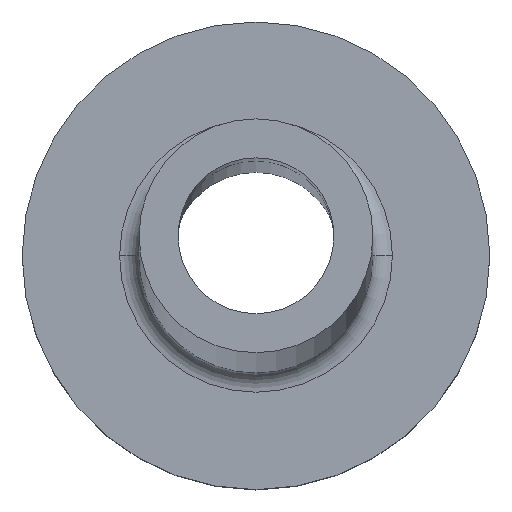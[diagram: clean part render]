
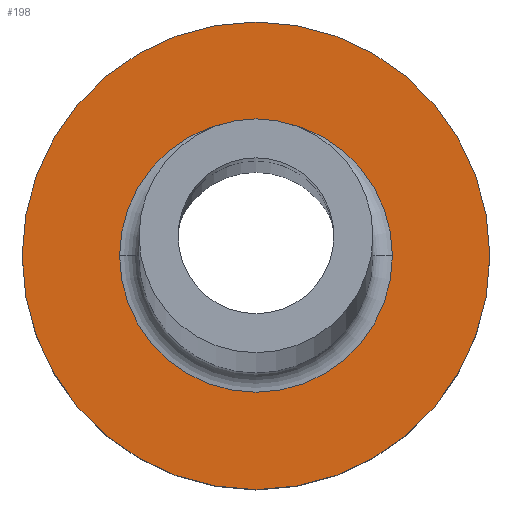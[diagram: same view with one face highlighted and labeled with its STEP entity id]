
A CAD part, top view. The second image highlights one B-rep face of the part: STEP entity #198.
In plain terms, the highlighted planar face has unit normal (0, 0, 1).
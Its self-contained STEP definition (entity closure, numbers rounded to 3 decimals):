
#12 = CARTESIAN_POINT ( 'NONE',  ( 3.5, 0., 5. ) ) ;
#38 = CIRCLE ( 'NONE', #303, 6. ) ;
#45 = CARTESIAN_POINT ( 'NONE',  ( -3.5, 0., 5. ) ) ;
#58 = ORIENTED_EDGE ( 'NONE', *, *, #169, .T. ) ;
#74 = EDGE_CURVE ( 'NONE', #453, #424, #325, .T. ) ;
#78 = DIRECTION ( 'NONE',  ( 0., 0., 1. ) ) ;
#87 = ORIENTED_EDGE ( 'NONE', *, *, #74, .T. ) ;
#90 = FACE_BOUND ( 'NONE', #125, .T. ) ;
#125 = EDGE_LOOP ( 'NONE', ( #87, #426 ) ) ;
#140 = CARTESIAN_POINT ( 'NONE',  ( 0., 0., 5. ) ) ;
#157 = AXIS2_PLACEMENT_3D ( 'NONE', #357, #204, #211 ) ;
#158 = FACE_OUTER_BOUND ( 'NONE', #236, .T. ) ;
#169 = EDGE_CURVE ( 'NONE', #369, #451, #38, .T. ) ;
#193 = CARTESIAN_POINT ( 'NONE',  ( 0., 0., 5. ) ) ;
#198 = ADVANCED_FACE ( 'NONE', ( #90, #158 ), #379, .T. ) ;
#204 = DIRECTION ( 'NONE',  ( 0., 0., -1. ) ) ;
#211 = DIRECTION ( 'NONE',  ( 1., 0., 0. ) ) ;
#231 = CARTESIAN_POINT ( 'NONE',  ( 6., 0., 5. ) ) ;
#236 = EDGE_LOOP ( 'NONE', ( #365, #58 ) ) ;
#252 = DIRECTION ( 'NONE',  ( 1., 0., 0. ) ) ;
#254 = EDGE_CURVE ( 'NONE', #424, #453, #338, .T. ) ;
#270 = AXIS2_PLACEMENT_3D ( 'NONE', #383, #314, #275 ) ;
#275 = DIRECTION ( 'NONE',  ( 1., 0., 0. ) ) ;
#277 = AXIS2_PLACEMENT_3D ( 'NONE', #193, #410, #347 ) ;
#281 = EDGE_CURVE ( 'NONE', #451, #369, #308, .T. ) ;
#289 = DIRECTION ( 'NONE',  ( 1., 0., 0. ) ) ;
#296 = CARTESIAN_POINT ( 'NONE',  ( 0., 0., 5. ) ) ;
#303 = AXIS2_PLACEMENT_3D ( 'NONE', #296, #78, #252 ) ;
#308 = CIRCLE ( 'NONE', #277, 6. ) ;
#314 = DIRECTION ( 'NONE',  ( 0., 0., 1. ) ) ;
#325 = CIRCLE ( 'NONE', #455, 3.5 ) ;
#338 = CIRCLE ( 'NONE', #157, 3.5 ) ;
#347 = DIRECTION ( 'NONE',  ( 1., 0., 0. ) ) ;
#357 = CARTESIAN_POINT ( 'NONE',  ( 0., 0., 5. ) ) ;
#358 = DIRECTION ( 'NONE',  ( 0., 0., -1. ) ) ;
#365 = ORIENTED_EDGE ( 'NONE', *, *, #281, .T. ) ;
#369 = VERTEX_POINT ( 'NONE', #231 ) ;
#379 = PLANE ( 'NONE',  #270 ) ;
#383 = CARTESIAN_POINT ( 'NONE',  ( 0., 0., 5. ) ) ;
#410 = DIRECTION ( 'NONE',  ( 0., 0., 1. ) ) ;
#424 = VERTEX_POINT ( 'NONE', #45 ) ;
#426 = ORIENTED_EDGE ( 'NONE', *, *, #254, .T. ) ;
#430 = CARTESIAN_POINT ( 'NONE',  ( -6., 0., 5. ) ) ;
#451 = VERTEX_POINT ( 'NONE', #430 ) ;
#453 = VERTEX_POINT ( 'NONE', #12 ) ;
#455 = AXIS2_PLACEMENT_3D ( 'NONE', #140, #358, #289 ) ;
